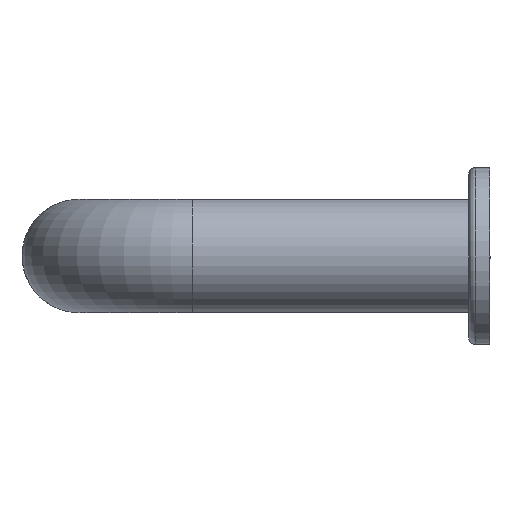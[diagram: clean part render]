
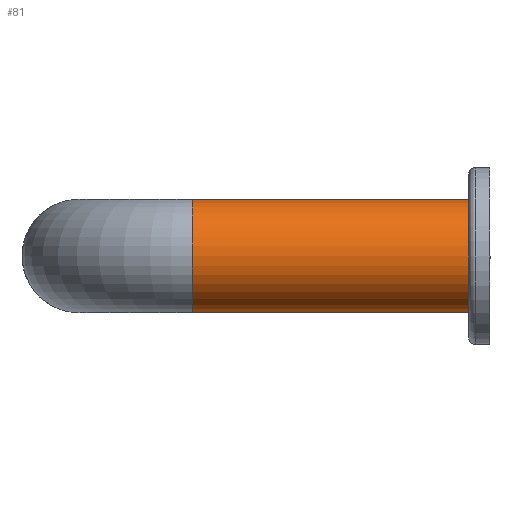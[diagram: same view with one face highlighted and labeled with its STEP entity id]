
A CAD part, left-side view. The second image highlights one B-rep face of the part: STEP entity #81.
In plain terms, the highlighted cylindrical face has radius 4 mm (diameter 8 mm), a full revolution.
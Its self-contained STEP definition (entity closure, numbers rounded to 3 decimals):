
#81 = ADVANCED_FACE( '', ( #180, #181 ), #182, .T. );
#180 = FACE_OUTER_BOUND( '', #287, .T. );
#181 = FACE_OUTER_BOUND( '', #288, .T. );
#182 = CYLINDRICAL_SURFACE( '', #289, 4. );
#287 = EDGE_LOOP( '', ( #420 ) );
#288 = EDGE_LOOP( '', ( #421 ) );
#289 = AXIS2_PLACEMENT_3D( '', #422, #423, #424 );
#420 = ORIENTED_EDGE( '', *, *, #513, .F. );
#421 = ORIENTED_EDGE( '', *, *, #474, .T. );
#422 = CARTESIAN_POINT( '', ( 4., 0., 0. ) );
#423 = DIRECTION( '', ( 0., 1., 0. ) );
#424 = DIRECTION( '', ( 0., 0., -1. ) );
#474 = EDGE_CURVE( '', #525, #525, #526, .T. );
#513 = EDGE_CURVE( '', #585, #585, #586, .T. );
#525 = VERTEX_POINT( '', #598 );
#526 = CIRCLE( '', #599, 4. );
#585 = VERTEX_POINT( '', #658 );
#586 = CIRCLE( '', #659, 4. );
#598 = CARTESIAN_POINT( '', ( 4., 21., -4. ) );
#599 = AXIS2_PLACEMENT_3D( '', #670, #671, #672 );
#658 = CARTESIAN_POINT( '', ( 4., 1.5, -4. ) );
#659 = AXIS2_PLACEMENT_3D( '', #736, #737, #738 );
#670 = CARTESIAN_POINT( '', ( 4., 21., 0. ) );
#671 = DIRECTION( '', ( 0., -1., 0. ) );
#672 = DIRECTION( '', ( 0., 0., -1. ) );
#736 = CARTESIAN_POINT( '', ( 4., 1.5, 0. ) );
#737 = DIRECTION( '', ( 0., -1., 0. ) );
#738 = DIRECTION( '', ( 0., 0., -1. ) );
